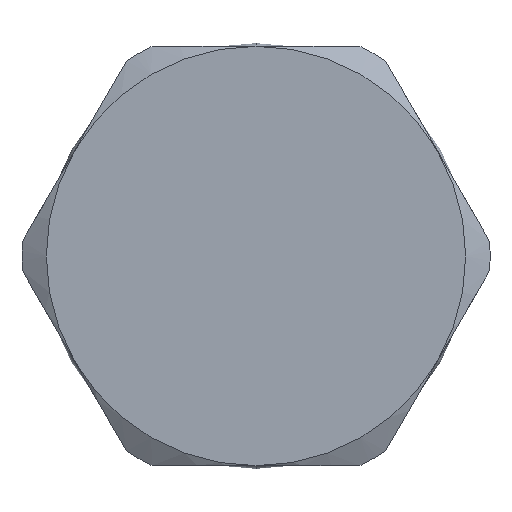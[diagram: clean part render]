
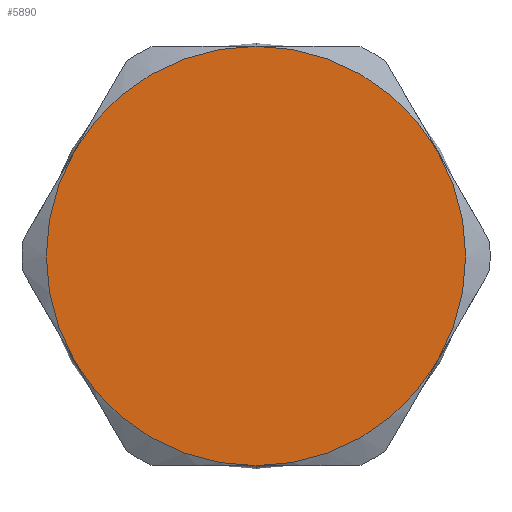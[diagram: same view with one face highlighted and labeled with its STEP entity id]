
A CAD part, left-side view. The second image highlights one B-rep face of the part: STEP entity #5890.
In plain terms, the highlighted planar face has unit normal (-1, 0, 0).
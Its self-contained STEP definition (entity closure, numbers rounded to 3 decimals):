
#13 = CIRCLE ( 'NONE', #810, 11.11 ) ;
#230 = CIRCLE ( 'NONE', #693, 11.11 ) ;
#251 = CIRCLE ( 'NONE', #5958, 11.11 ) ;
#254 = CIRCLE ( 'NONE', #687, 11.11 ) ;
#260 = CIRCLE ( 'NONE', #694, 11.11 ) ;
#289 = CIRCLE ( 'NONE', #813, 11.11 ) ;
#464 = ORIENTED_EDGE ( 'NONE', *, *, #659, .F. ) ;
#477 = ORIENTED_EDGE ( 'NONE', *, *, #641, .F. ) ;
#479 = ORIENTED_EDGE ( 'NONE', *, *, #661, .F. ) ;
#480 = ORIENTED_EDGE ( 'NONE', *, *, #711, .T. ) ;
#481 = ORIENTED_EDGE ( 'NONE', *, *, #660, .F. ) ;
#482 = ORIENTED_EDGE ( 'NONE', *, *, #746, .F. ) ;
#641 = EDGE_CURVE ( 'NONE', #5601, #5550, #254, .T. ) ;
#659 = EDGE_CURVE ( 'NONE', #5641, #5601, #13, .T. ) ;
#660 = EDGE_CURVE ( 'NONE', #5437, #5641, #230, .T. ) ;
#661 = EDGE_CURVE ( 'NONE', #5617, #5645, #260, .T. ) ;
#687 = AXIS2_PLACEMENT_3D ( 'NONE', #5264, #5273, #5317 ) ;
#693 = AXIS2_PLACEMENT_3D ( 'NONE', #5308, #5307, #5286 ) ;
#694 = AXIS2_PLACEMENT_3D ( 'NONE', #5283, #5284, #5285 ) ;
#711 = EDGE_CURVE ( 'NONE', #5617, #5550, #289, .T. ) ;
#746 = EDGE_CURVE ( 'NONE', #5645, #5437, #251, .T. ) ;
#810 = AXIS2_PLACEMENT_3D ( 'NONE', #5266, #5267, #5310 ) ;
#813 = AXIS2_PLACEMENT_3D ( 'NONE', #5940, #5952, #5942 ) ;
#914 = FACE_OUTER_BOUND ( 'NONE', #5752, .T. ) ;
#1608 = CARTESIAN_POINT ( 'NONE',  ( 0., -12.829, 0. ) ) ;
#1610 = PLANE ( 'NONE',  #3454 ) ;
#1613 = DIRECTION ( 'NONE',  ( 1., 0., 0. ) ) ;
#1614 = DIRECTION ( 'NONE',  ( 0., 0., -1. ) ) ;
#2753 = CARTESIAN_POINT ( 'NONE',  ( 0., -9.622, -5.555 ) ) ;
#2815 = CARTESIAN_POINT ( 'NONE',  ( 0., 9.622, 5.555 ) ) ;
#2848 = CARTESIAN_POINT ( 'NONE',  ( 0., 9.622, -5.555 ) ) ;
#2856 = CARTESIAN_POINT ( 'NONE',  ( 0., 0., 11.11 ) ) ;
#2866 = CARTESIAN_POINT ( 'NONE',  ( 0., 0., -11.11 ) ) ;
#2868 = CARTESIAN_POINT ( 'NONE',  ( 0., -9.622, 5.555 ) ) ;
#3454 = AXIS2_PLACEMENT_3D ( 'NONE', #1608, #1613, #1614 ) ;
#5264 = CARTESIAN_POINT ( 'NONE',  ( 0., 0., 0. ) ) ;
#5266 = CARTESIAN_POINT ( 'NONE',  ( 0., 0., 0. ) ) ;
#5267 = DIRECTION ( 'NONE',  ( 1., 0., 0. ) ) ;
#5273 = DIRECTION ( 'NONE',  ( 1., 0., 0. ) ) ;
#5283 = CARTESIAN_POINT ( 'NONE',  ( 0., 0., 0. ) ) ;
#5284 = DIRECTION ( 'NONE',  ( 1., 0., 0. ) ) ;
#5285 = DIRECTION ( 'NONE',  ( 0., 0., -1. ) ) ;
#5286 = DIRECTION ( 'NONE',  ( 0., 0., -1. ) ) ;
#5307 = DIRECTION ( 'NONE',  ( 1., 0., 0. ) ) ;
#5308 = CARTESIAN_POINT ( 'NONE',  ( 0., 0., 0. ) ) ;
#5310 = DIRECTION ( 'NONE',  ( 0., 0., -1. ) ) ;
#5317 = DIRECTION ( 'NONE',  ( 0., 0., -1. ) ) ;
#5437 = VERTEX_POINT ( 'NONE', #2753 ) ;
#5550 = VERTEX_POINT ( 'NONE', #2815 ) ;
#5601 = VERTEX_POINT ( 'NONE', #2848 ) ;
#5617 = VERTEX_POINT ( 'NONE', #2856 ) ;
#5641 = VERTEX_POINT ( 'NONE', #2866 ) ;
#5645 = VERTEX_POINT ( 'NONE', #2868 ) ;
#5752 = EDGE_LOOP ( 'NONE', ( #464, #481, #482, #479, #480, #477 ) ) ;
#5811 = CARTESIAN_POINT ( 'NONE',  ( 0., 0., 0. ) ) ;
#5812 = DIRECTION ( 'NONE',  ( 0., 0., -1. ) ) ;
#5813 = DIRECTION ( 'NONE',  ( 1., 0., 0. ) ) ;
#5890 = ADVANCED_FACE ( 'NONE', ( #914 ), #1610, .F. ) ;
#5940 = CARTESIAN_POINT ( 'NONE',  ( 0., 0., 0. ) ) ;
#5942 = DIRECTION ( 'NONE',  ( 0., 0., 1. ) ) ;
#5952 = DIRECTION ( 'NONE',  ( -1., 0., 0. ) ) ;
#5958 = AXIS2_PLACEMENT_3D ( 'NONE', #5811, #5813, #5812 ) ;
